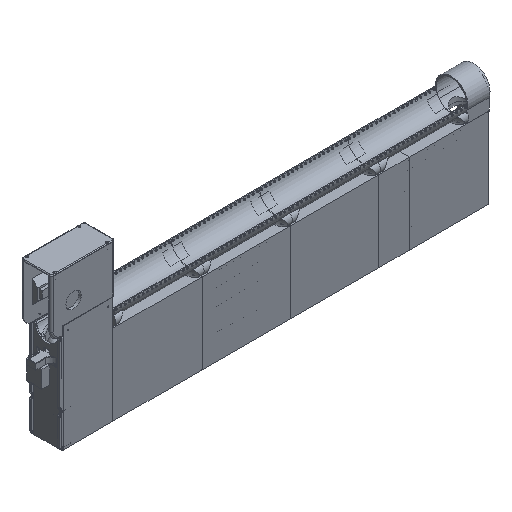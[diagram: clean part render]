
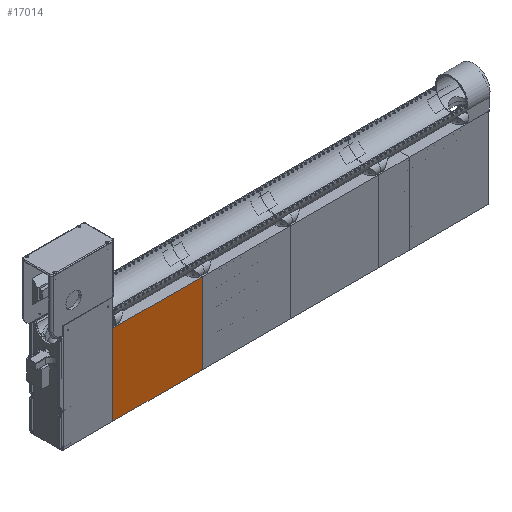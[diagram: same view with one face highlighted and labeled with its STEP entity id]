
A CAD part, isometric view. The second image highlights one B-rep face of the part: STEP entity #17014.
In plain terms, the highlighted planar face has unit normal (0, -1, 0).
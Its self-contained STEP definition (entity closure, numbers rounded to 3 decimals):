
#878=PLANE('',#18103);
#2001=FACE_OUTER_BOUND('',#3225,.T.);
#3225=EDGE_LOOP('',(#14389,#14390,#14391,#14392));
#4306=LINE('',#38285,#5536);
#4331=LINE('',#38352,#5561);
#4332=LINE('',#38354,#5562);
#4333=LINE('',#38355,#5563);
#5536=VECTOR('',#20709,10.);
#5561=VECTOR('',#20766,10.);
#5562=VECTOR('',#20767,10.);
#5563=VECTOR('',#20768,10.);
#8060=VERTEX_POINT('',#38283);
#8061=VERTEX_POINT('',#38284);
#8087=VERTEX_POINT('',#38351);
#8088=VERTEX_POINT('',#38353);
#10241=EDGE_CURVE('',#8060,#8061,#4306,.T.);
#10274=EDGE_CURVE('',#8087,#8061,#4331,.T.);
#10275=EDGE_CURVE('',#8088,#8087,#4332,.T.);
#10276=EDGE_CURVE('',#8060,#8088,#4333,.T.);
#14389=ORIENTED_EDGE('',*,*,#10241,.T.);
#14390=ORIENTED_EDGE('',*,*,#10274,.F.);
#14391=ORIENTED_EDGE('',*,*,#10275,.F.);
#14392=ORIENTED_EDGE('',*,*,#10276,.F.);
#17014=ADVANCED_FACE('',(#2001),#878,.T.);
#18103=AXIS2_PLACEMENT_3D('',#38350,#20764,#20765);
#20709=DIRECTION('',(0.,0.,-1.));
#20764=DIRECTION('center_axis',(0.,-1.,0.));
#20765=DIRECTION('ref_axis',(0.,0.,1.));
#20766=DIRECTION('',(-1.,0.,0.));
#20767=DIRECTION('',(0.,0.,-1.));
#20768=DIRECTION('',(1.,0.,0.));
#38283=CARTESIAN_POINT('',(-112.5,-40.,-40.));
#38284=CARTESIAN_POINT('',(-112.5,-40.,-250.));
#38285=CARTESIAN_POINT('',(-112.5,-40.,-180.));
#38350=CARTESIAN_POINT('Origin',(-112.5,-40.,-250.));
#38351=CARTESIAN_POINT('',(120.,-40.,-250.));
#38352=CARTESIAN_POINT('',(-112.5,-40.,-250.));
#38353=CARTESIAN_POINT('',(120.,-40.,-40.));
#38354=CARTESIAN_POINT('',(120.,-40.,-95.));
#38355=CARTESIAN_POINT('',(608.75,-40.,-40.));
